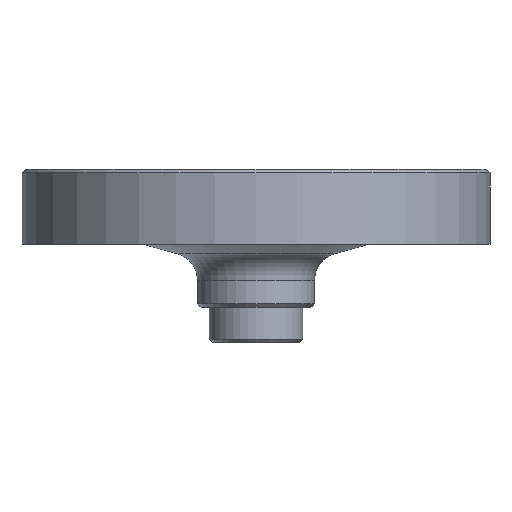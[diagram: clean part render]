
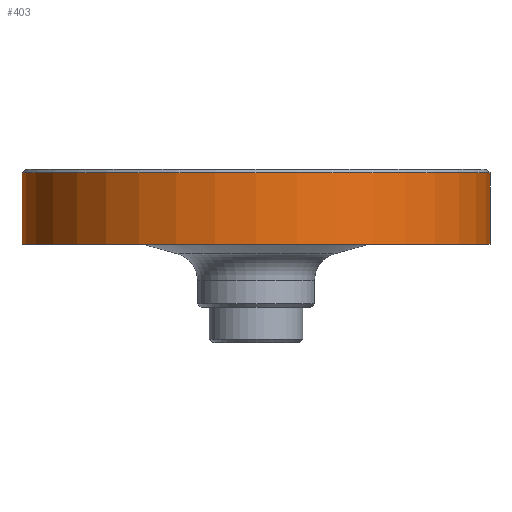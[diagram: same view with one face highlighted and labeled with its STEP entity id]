
A CAD part, front view. The second image highlights one B-rep face of the part: STEP entity #403.
In plain terms, the highlighted cylindrical face has radius 100 mm (diameter 200 mm), a full revolution.
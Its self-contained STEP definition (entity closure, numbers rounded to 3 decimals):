
#403 = ADVANCED_FACE( '', ( #853, #854 ), #855, .T. );
#853 = FACE_OUTER_BOUND( '', #1333, .T. );
#854 = FACE_OUTER_BOUND( '', #1334, .T. );
#855 = CYLINDRICAL_SURFACE( '', #1335, 100. );
#1333 = EDGE_LOOP( '', ( #2740 ) );
#1334 = EDGE_LOOP( '', ( #2741 ) );
#1335 = AXIS2_PLACEMENT_3D( '', #2742, #2743, #2744 );
#2740 = ORIENTED_EDGE( '', *, *, #3442, .T. );
#2741 = ORIENTED_EDGE( '', *, *, #3434, .T. );
#2742 = CARTESIAN_POINT( '', ( 0., 0., 57.15 ) );
#2743 = DIRECTION( '', ( 0., 0., -1. ) );
#2744 = DIRECTION( '', ( 1., 0., 0. ) );
#3434 = EDGE_CURVE( '', #4134, #4134, #4135, .T. );
#3442 = EDGE_CURVE( '', #4143, #4143, #4144, .T. );
#4134 = VERTEX_POINT( '', #5288 );
#4135 = CIRCLE( '', #5289, 100. );
#4143 = VERTEX_POINT( '', #5298 );
#4144 = CIRCLE( '', #5299, 100. );
#5288 = CARTESIAN_POINT( '', ( 100., 0., 27. ) );
#5289 = AXIS2_PLACEMENT_3D( '', #5983, #5984, #5985 );
#5298 = CARTESIAN_POINT( '', ( -100., 0., 57.5 ) );
#5299 = AXIS2_PLACEMENT_3D( '', #5990, #5991, #5992 );
#5983 = CARTESIAN_POINT( '', ( 0., 0., 27. ) );
#5984 = DIRECTION( '', ( 0., 0., 1. ) );
#5985 = DIRECTION( '', ( 1., 0., 0. ) );
#5990 = CARTESIAN_POINT( '', ( 0., 0., 57.5 ) );
#5991 = DIRECTION( '', ( 0., 0., -1. ) );
#5992 = DIRECTION( '', ( -1., 0., 0. ) );
